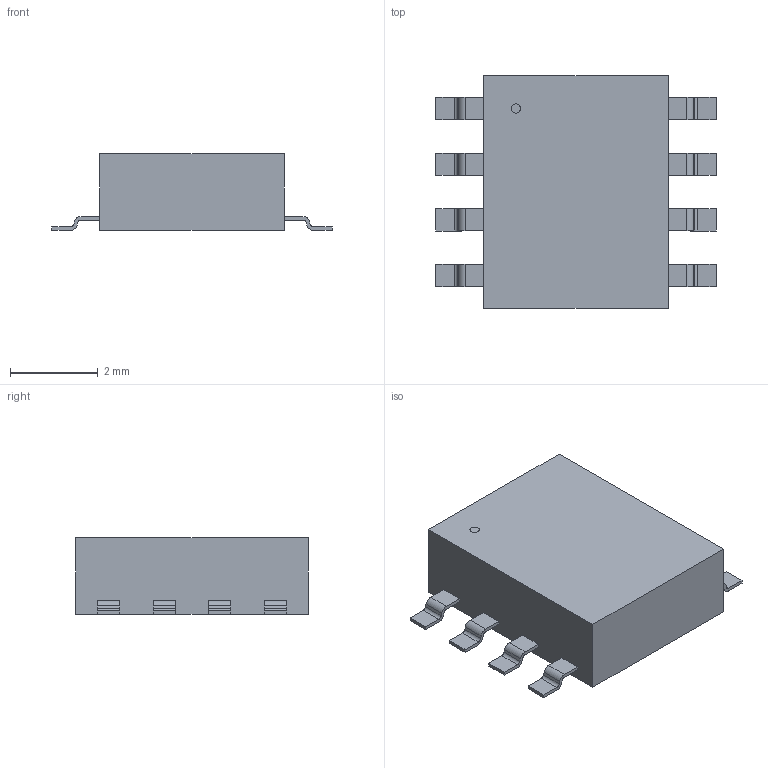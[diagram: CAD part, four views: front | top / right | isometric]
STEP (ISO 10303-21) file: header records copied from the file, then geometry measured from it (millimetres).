
FILE_DESCRIPTION(('FreeCAD Model'),'2;1');
FILE_NAME('Open CASCADE Shape Model','2021-11-20T23:09:08',( 'kicad StepUp'),('ksu MCAD'),'Open CASCADE STEP processor 7.5', 'FreeCAD','Unknown');
FILE_SCHEMA(('AUTOMOTIVE_DESIGN { 1 0 10303 214 1 1 1 1 }'));
Length unit declared in the file: millimetre
Products named in the file (1): fram
Bounding box: 6.4 x 5.31 x 1.75 mm (x, y, z)
Volume: 39.6 mm3; surface area: 90.3 mm2
Topology: 10 solids, 10 shells, 121 faces, 303 edges, 202 vertices
Faces by surface type: plane 88, cylinder 33
Full cylindrical faces by diameter (mm): 0.211 x1
Entity records: 3687 total; most frequent: CARTESIAN_POINT 628, DIRECTION 612, ORIENTED_EDGE 606, EDGE_CURVE 303, LINE 236, VECTOR 236, VERTEX_POINT 202, AXIS2_PLACEMENT_3D 188
